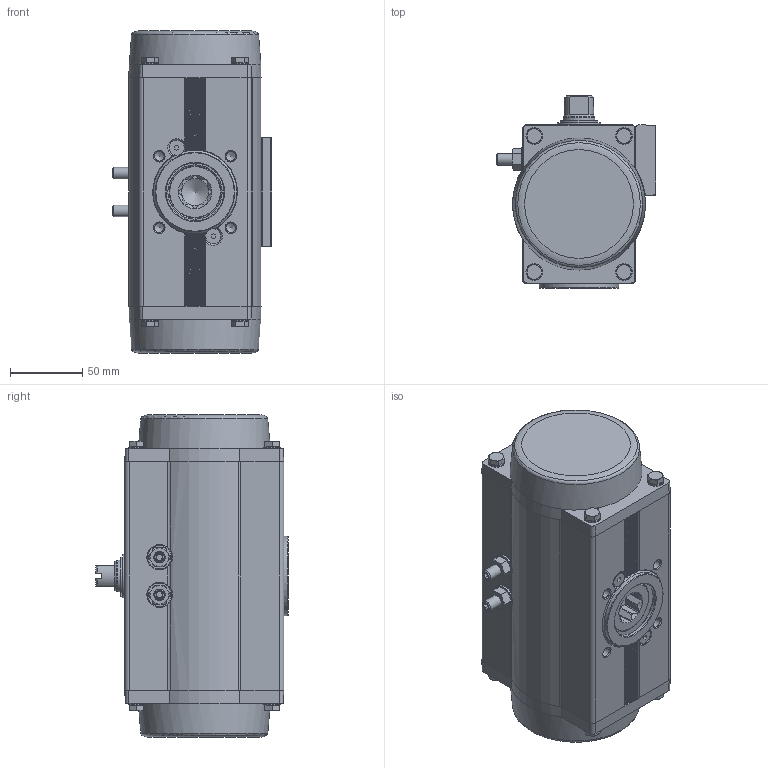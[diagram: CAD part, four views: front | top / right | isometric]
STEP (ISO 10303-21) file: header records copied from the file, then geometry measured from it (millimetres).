
FILE_DESCRIPTION(/* description */ ('STEP AP214'),/* implementation_level */ '2;1');
FILE_NAME(/* name */ '8102815_DFPD-80-RP-90-RS35-F07-R3-C-VDE2',/* time_stamp */ '2024-08-15T19:43:06+02:00',/* author */ ('License CC BY-ND 4.0'),/* organization */ ('CADENAS'),/* preprocessor_version */ 'ST-DEVELOPER v19.3',/* originating_system */ 'PARTsolutions',/* authorisation */ ' ');
FILE_SCHEMA (('AUTOMOTIVE_DESIGN {1 0 10303 214 3 1 1}'));
Length unit declared in the file: millimetre
Products named in the file (8): 8102815 DFPD-80-RP-90-RS35-F07-R3-C-VDE2---(0); 8042187 DFPD-80-90-RS-F07-C-VDE2---(housing); 8042187 DFPD-80(F04_0)---(shaft); 3639455 SCHEIBE 8.2X16X1.5-1.4301; DIN 934 - M8(F); 5087181 DFPD-60/80/120-C--(adj); 8101071 DFPD-CTR-F07--(ctr); 8120158 DFPD-...-C-VDE2---(PS)
Assembly tree (11 placements, depth 2):
  8102815 DFPD-80-RP-90-RS35-F07-R3-C-VDE2---(0)
    8042187 DFPD-80-90-RS-F07-C-VDE2---(housing)
    8042187 DFPD-80(F04_0)---(shaft)
    3639455 SCHEIBE 8.2X16X1.5-1.4301  x2
    DIN 934 - M8(F)  x2
    5087181 DFPD-60/80/120-C--(adj)  x2
    8101071 DFPD-CTR-F07--(ctr)
    8120158 DFPD-...-C-VDE2---(PS)  x2
Bounding box: 110.2 x 133 x 223.1 mm (x, y, z)
Volume: 1925768.7 mm3; surface area: 148881.9 mm2
Topology: 11 solids, 11 shells, 753 faces, 1767 edges, 1105 vertices
Faces by surface type: plane 352, cylinder 180, cone 171, torus 48, sphere 2
Full cylindrical faces by diameter (mm): 2 x2, 4.134 x10, 4.2 x1, 4.5 x2, 4.917 x1, 5 x2, 5.5 x2, 5.917 x2, 6.647 x8, 7 x2, 8 x2, 8.2 x2, 8.5 x2, 8.566 x2, 10 x2, 10.57 x2, 11.5 x10, 12 x2, 13 x2, 16 x2, 17.2 x2, 22 x3, 24 x1, 26 x2, 26.3 x1, 30 x2, 31 x1, 35.5 x2, 36 x2, 40 x1
Entity records: 19183 total; most frequent: CARTESIAN_POINT 3958, DIRECTION 3068, ORIENTED_EDGE 2792, EDGE_CURVE 1396, AXIS2_PLACEMENT_3D 1239, VERTEX_POINT 981, FACE_BOUND 957, EDGE_LOOP 942
